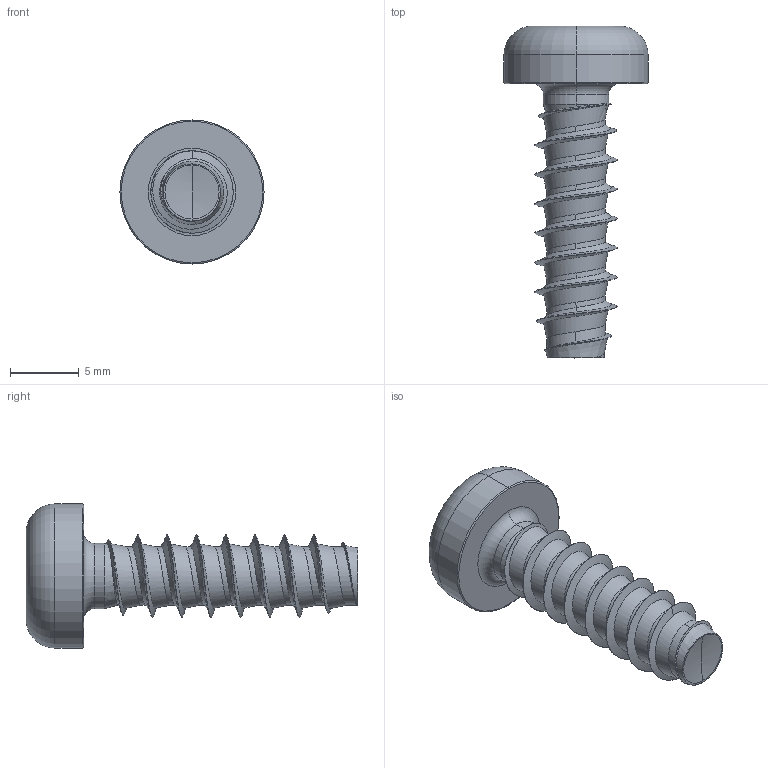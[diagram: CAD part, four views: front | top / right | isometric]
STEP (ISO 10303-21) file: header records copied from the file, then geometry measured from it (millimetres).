
FILE_DESCRIPTION (( 'STEP AP203' ), '1' );
FILE_NAME ('STP420600200.STEP', '2017-08-16T15:22:21', ( '' ), ( '' ), 'SwSTEP 2.0', 'SolidWorks 2015', '' );
FILE_SCHEMA (( 'CONFIG_CONTROL_DESIGN' ));
Length unit declared in the file: millimetre
Products named in the file (1): STP420600200
Bounding box: 10.5 x 24.19 x 10.5 mm (x, y, z)
Volume: 629.2 mm3; surface area: 758.6 mm2
Topology: 1 solids, 1 shells, 106 faces, 255 edges, 153 vertices
Faces by surface type: cylinder 44, bspline 35, cone 10, torus 10, sphere 4, plane 3
Entity records: 21916 total; most frequent: CARTESIAN_POINT 19722, ORIENTED_EDGE 510, DIRECTION 350, EDGE_CURVE 255, VERTEX_POINT 153, AXIS2_PLACEMENT_3D 146, EDGE_LOOP 108, FACE_OUTER_BOUND 106
